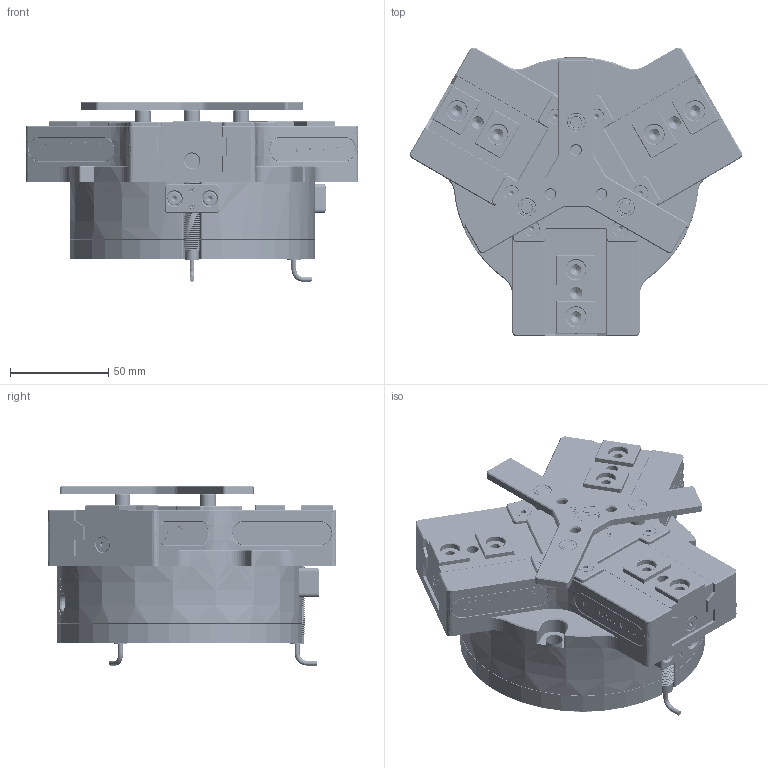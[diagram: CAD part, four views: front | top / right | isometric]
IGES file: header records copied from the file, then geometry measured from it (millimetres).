
Start section: SolidWorks IGES file using analytic representation for surfaces
Global section: file name: FY46ZM-D95.IGS; native system: SolidWorks 2020; preprocessor: SolidWorks 2020; author: Administrator; date: 231114.161316; units: millimetre
Bounding box: 169.23 x 147.23 x 91.35 mm (x, y, z)
Surface area: 227102.1 mm2 (no closed solid volume)
Topology: 0 solids, 0 shells, 7339 faces, 77579 edges, 77395 vertices
Faces by surface type: bspline 5253, revolution 2086
